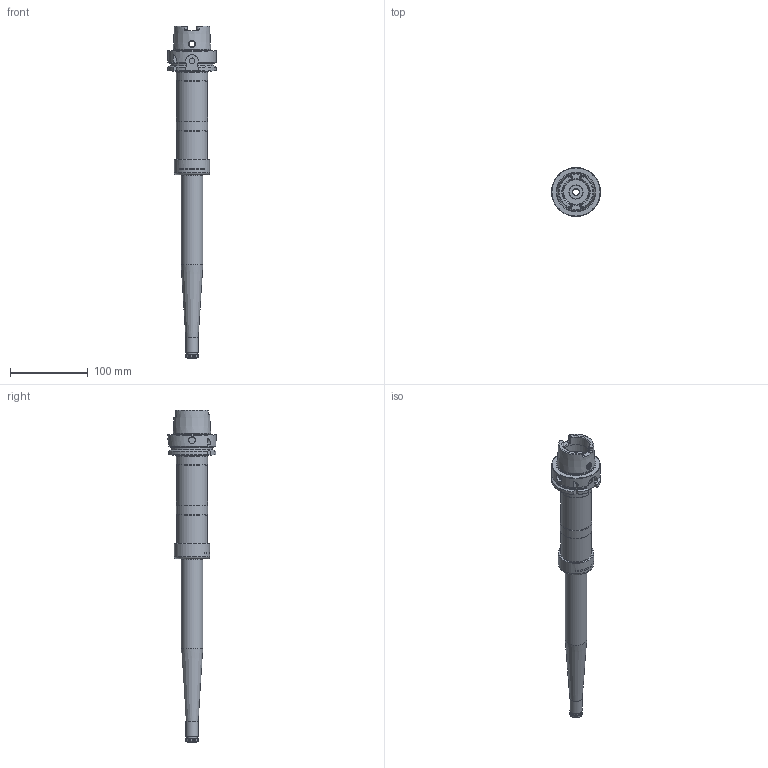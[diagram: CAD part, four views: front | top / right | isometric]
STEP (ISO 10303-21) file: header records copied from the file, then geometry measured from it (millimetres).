
FILE_DESCRIPTION(/* description */ (''),/* implementation_level */ '2;1');
FILE_NAME(/* name */ '886571230.stp',/* time_stamp */ '2023-03-15T12:20:10',/* author */ ('Ratnasingam Jekanthan'),/* organization */ ('REGO-FIX'),/* preprocessor_version */ ' Unknown',/* originating_system */ 'SIEMENS PLM Software Solid Edge ST10',/* authorization */ 'Unknown');
FILE_SCHEMA (('AUTOMOTIVE_DESIGN { 1 0 10303 214 2 1 1}'));
Length unit declared in the file: millimetre
Products named in the file (1): NOCUT
Bounding box: 63 x 63 x 428 mm (x, y, z)
Volume: 333085.7 mm3; surface area: 77110.8 mm2
Topology: 1 solids, 2 shells, 206 faces, 500 edges, 313 vertices
Faces by surface type: plane 62, cylinder 55, cone 53, torus 36
Full cylindrical faces by diameter (mm): 7.5 x3, 8.4 x1, 9 x2, 10 x3, 13 x1, 14 x1, 16 x2, 16.917 x1, 20 x1, 23.8 x1, 24.7 x1, 25 x1, 28 x1, 29 x1, 33 x1, 34 x3, 38.376 x1, 40 x3, 40.05 x1, 40.5 x2, 43.3 x1, 45.65 x1, 48.039 x1, 63 x1
Entity records: 7000 total; most frequent: CARTESIAN_POINT 1323, DIRECTION 886, ORIENTED_EDGE 736, AXIS2_PLACEMENT_3D 394, EDGE_CURVE 368, EDGE_LOOP 329, FACE_BOUND 329, VERTEX_POINT 281
